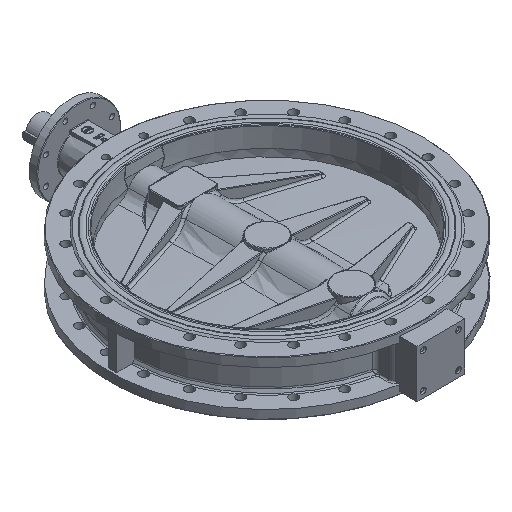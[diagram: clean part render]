
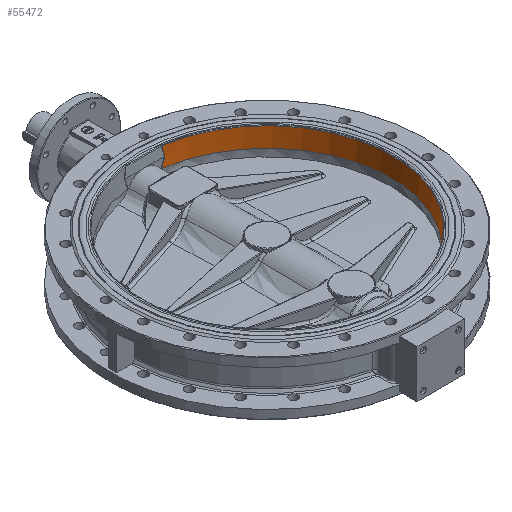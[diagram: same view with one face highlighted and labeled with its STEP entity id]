
A CAD part, isometric view. The second image highlights one B-rep face of the part: STEP entity #55472.
In plain terms, the highlighted conical face has half-angle 3 degrees and reference radius 441.808 mm.
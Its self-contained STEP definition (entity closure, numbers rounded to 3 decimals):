
#54615=CARTESIAN_POINT('',(72.236,-435.752,64.913));
#54616=VERTEX_POINT('',#54615);
#54627=CARTESIAN_POINT('',(60.716,-435.791,32.5));
#54628=VERTEX_POINT('',#54627);
#54629=CARTESIAN_POINT('',(72.236,-435.752,64.913));
#54630=CARTESIAN_POINT('',(68.668,-435.765,54.025));
#54631=CARTESIAN_POINT('',(64.876,-435.778,43.21));
#54632=CARTESIAN_POINT('',(60.716,-435.791,32.5));
#54633=B_SPLINE_CURVE_WITH_KNOTS('',3,(#54629,#54630,#54631,#54632),.UNSPECIFIED.,.F.,.U.,(4,4),(-30.937,-27.507),.UNSPECIFIED.);
#54634=EDGE_CURVE('',#54616,#54628,#54633,.T.);
#54697=CARTESIAN_POINT('',(64.406,-438.816,99.605));
#54698=VERTEX_POINT('',#54697);
#54706=CARTESIAN_POINT('',(64.406,-438.816,99.605));
#54707=CARTESIAN_POINT('',(67.03,-437.853,88.704));
#54708=CARTESIAN_POINT('',(69.641,-436.831,77.138));
#54709=CARTESIAN_POINT('',(72.236,-435.752,64.913));
#54710=B_SPLINE_CURVE_WITH_KNOTS('',3,(#54706,#54707,#54708,#54709),.UNSPECIFIED.,.F.,.U.,(4,4),(0.289,0.326),.UNSPECIFIED.);
#54711=EDGE_CURVE('',#54698,#54616,#54710,.T.);
#55049=CARTESIAN_POINT('',(60.716,435.791,32.5));
#55050=VERTEX_POINT('',#55049);
#55058=CARTESIAN_POINT('',(72.236,435.752,64.913));
#55059=VERTEX_POINT('',#55058);
#55060=CARTESIAN_POINT('',(60.716,435.791,32.5));
#55061=CARTESIAN_POINT('',(64.878,435.778,43.215));
#55062=CARTESIAN_POINT('',(68.669,435.765,54.027));
#55063=CARTESIAN_POINT('',(72.236,435.752,64.913));
#55064=B_SPLINE_CURVE_WITH_KNOTS('',3,(#55060,#55061,#55062,#55063),.UNSPECIFIED.,.F.,.U.,(4,4),(-8.229,-4.8),.UNSPECIFIED.);
#55065=EDGE_CURVE('',#55050,#55059,#55064,.T.);
#55425=CARTESIAN_POINT('',(64.406,438.816,99.605));
#55426=VERTEX_POINT('',#55425);
#55437=CARTESIAN_POINT('',(72.236,435.752,64.913));
#55438=CARTESIAN_POINT('',(69.641,436.831,77.138));
#55439=CARTESIAN_POINT('',(67.03,437.853,88.704));
#55440=CARTESIAN_POINT('',(64.406,438.816,99.605));
#55441=B_SPLINE_CURVE_WITH_KNOTS('',3,(#55437,#55438,#55439,#55440),.UNSPECIFIED.,.F.,.U.,(4,4),(-0.326,-0.289),.UNSPECIFIED.);
#55442=EDGE_CURVE('',#55059,#55426,#55441,.T.);
#55447=CARTESIAN_POINT('',(0.,0.,67.));
#55448=DIRECTION('',(0.,0.,1.0));
#55449=DIRECTION('',(1.0,0.0,0.0));
#55450=AXIS2_PLACEMENT_3D('',#55447,#55448,#55449);
#55451=CONICAL_SURFACE('',#55450,441.808,3.);
#55452=CARTESIAN_POINT('',(0.,0.,99.605));
#55453=DIRECTION('',(0.,0.,-1.0));
#55454=DIRECTION('',(1.0,0.,0.));
#55455=AXIS2_PLACEMENT_3D('',#55452,#55453,#55454);
#55456=CIRCLE('',#55455,443.517);
#55457=EDGE_CURVE('',#55426,#54698,#55456,.T.);
#55458=ORIENTED_EDGE('',*,*,#55457,.F.);
#55459=ORIENTED_EDGE('',*,*,#55442,.F.);
#55460=ORIENTED_EDGE('',*,*,#55065,.F.);
#55461=CARTESIAN_POINT('',(0.,0.,32.5));
#55462=DIRECTION('',(0.0,0.0,-1.0));
#55463=DIRECTION('',(1.0,0.0,0.0));
#55464=AXIS2_PLACEMENT_3D('',#55461,#55462,#55463);
#55465=CIRCLE('',#55464,440.);
#55466=EDGE_CURVE('',#55050,#54628,#55465,.T.);
#55467=ORIENTED_EDGE('',*,*,#55466,.T.);
#55468=ORIENTED_EDGE('',*,*,#54634,.F.);
#55469=ORIENTED_EDGE('',*,*,#54711,.F.);
#55470=EDGE_LOOP('',(#55458,#55459,#55460,#55467,#55468,#55469));
#55471=FACE_OUTER_BOUND('',#55470,.T.);
#55472=ADVANCED_FACE('',(#55471),#55451,.F.);
